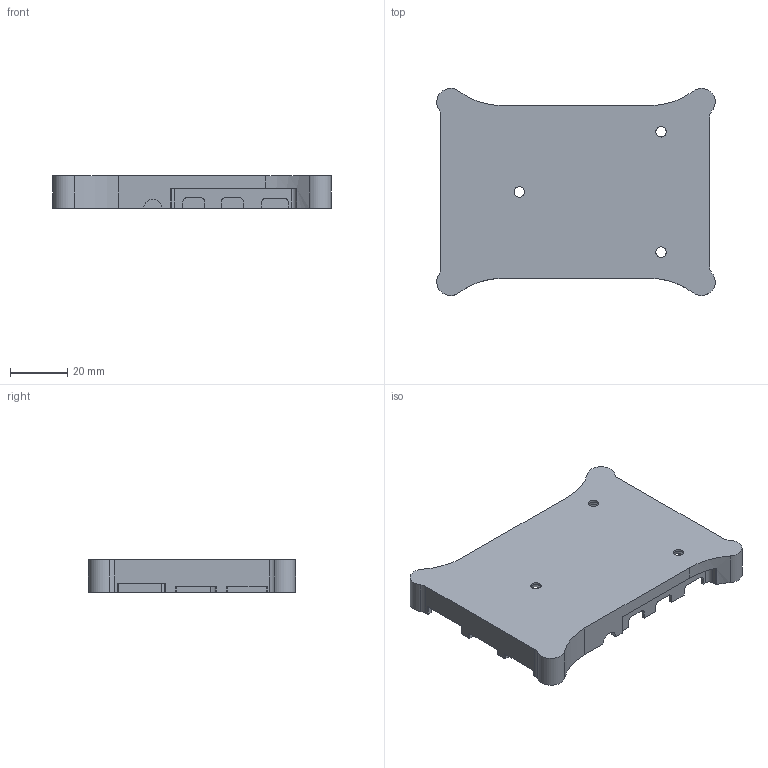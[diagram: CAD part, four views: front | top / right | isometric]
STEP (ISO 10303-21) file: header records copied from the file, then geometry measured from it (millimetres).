
FILE_DESCRIPTION( ( '' ), ' ' );
FILE_NAME( '5d44a78223d42c15c01a1331.step', '2019-08-02T21:13:38', ( '' ), ( '' ), ' ', ' ', ' ' );
FILE_SCHEMA( ( 'AUTOMOTIVE_DESIGN { 1 0 10303 214 1 1 1 1 }' ) );
Length unit declared in the file: metre
Products named in the file (1): Secure Bottom 8-1-2019
Bounding box: 97.27 x 72.38 x 11.43 mm (x, y, z)
Volume: 27248.8 mm3; surface area: 18079.6 mm2
Topology: 1 solids, 1 shells, 105 faces, 309 edges, 206 vertices
Faces by surface type: cylinder 54, plane 44, cone 7
Full cylindrical faces by diameter (mm): 3.048 x4, 3.658 x3
Entity records: 4248 total; most frequent: DIRECTION 606, CARTESIAN_POINT 591, ORIENTED_EDGE 568, EDGE_CURVE 284, AXIS2_PLACEMENT_3D 218, VERTEX_POINT 199, LINE 170, VECTOR 170
